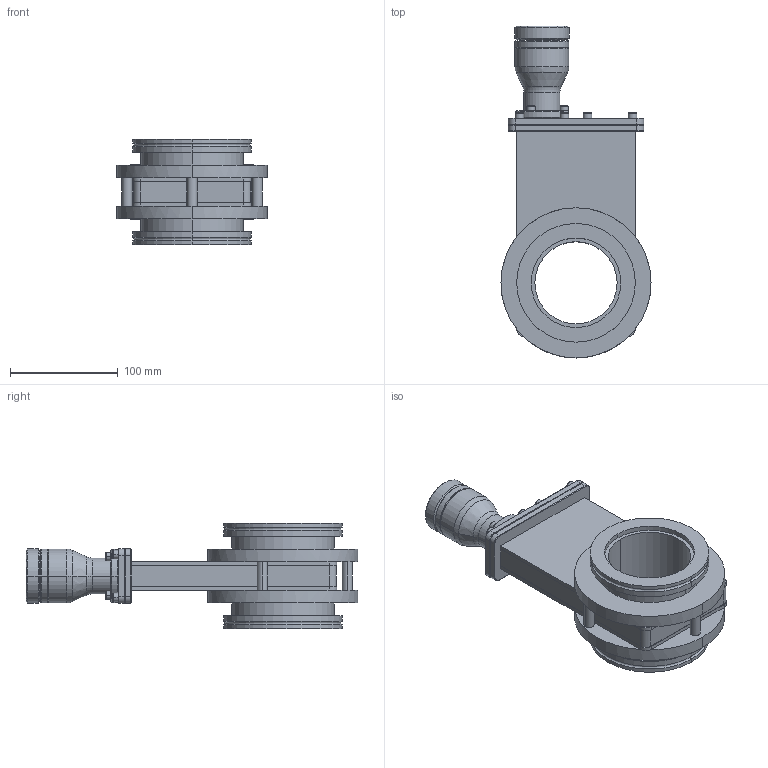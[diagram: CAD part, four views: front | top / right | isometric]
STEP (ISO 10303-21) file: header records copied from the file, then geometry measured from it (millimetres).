
FILE_DESCRIPTION((''),'2;1');
FILE_NAME('11110-0306','2009-02-06T',('jd'),(''),'PRO/ENGINEER BY PARAMETRIC TECHNOLOGY CORPORATION, 2008400','PRO/ENGINEER BY PARAMETRIC TECHNOLOGY CORPORATION, 2008400','');
FILE_SCHEMA(('CONFIG_CONTROL_DESIGN'));
Length unit declared in the file: inch
Products named in the file (1): 11110-0306
Bounding box: 139.19 x 307.72 x 97.41 mm (x, y, z)
Volume: 1055281 mm3; surface area: 153917.9 mm2
Topology: 1 solids, 1 shells, 301 faces, 684 edges, 418 vertices
Faces by surface type: plane 159, cylinder 80, cone 54, torus 6, bspline 2
Entity records: 8456 total; most frequent: DIRECTION 1530, CARTESIAN_POINT 1457, ORIENTED_EDGE 1368, EDGE_CURVE 684, AXIS2_PLACEMENT_3D 547, VECTOR 436, LINE 436, VERTEX_POINT 418
